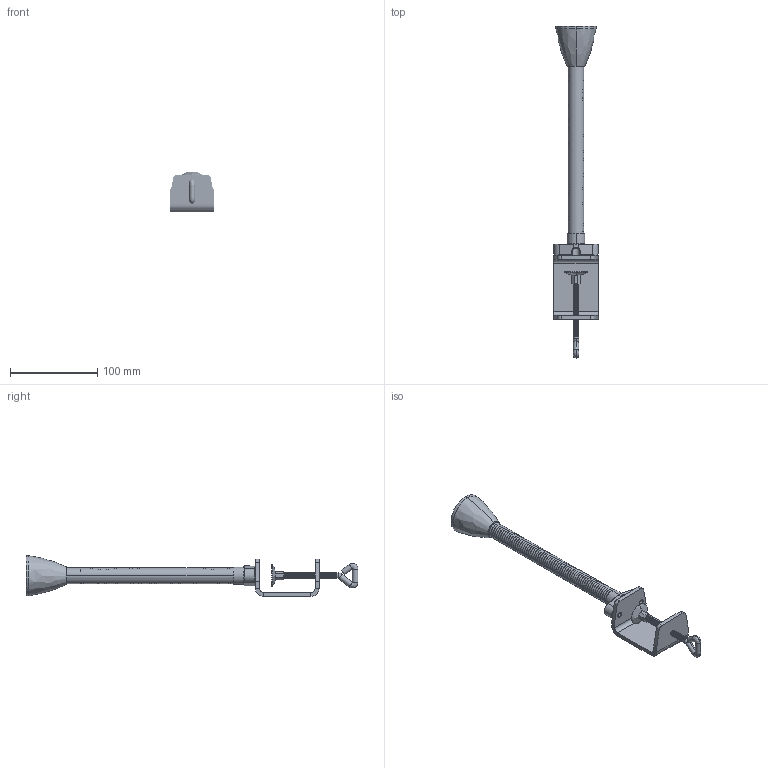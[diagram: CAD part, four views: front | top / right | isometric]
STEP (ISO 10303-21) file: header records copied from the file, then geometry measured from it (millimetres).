
FILE_DESCRIPTION((''),'2;1');
FILE_NAME('192314_ASM','2015-12-18T',('pdmadmin'),(''),'PRO/ENGINEER BY PARAMETRIC TECHNOLOGY CORPORATION, 2013230','PRO/ENGINEER BY PARAMETRIC TECHNOLOGY CORPORATION, 2013230','');
FILE_SCHEMA(('CONFIG_CONTROL_DESIGN'));
Length unit declared in the file: inch
Products named in the file (10): 85775_BASE; 85775_FLEXARM; 85775_5_8_27; 85775_VINYL_CLAD; 165545; 85775_ASM; 85777_CLAMP; 85777_SWIVEL; 85777_ASM; 192314_ASM
Assembly tree (9 placements, depth 3):
  192314_ASM
    85775_ASM
      85775_BASE
      85775_FLEXARM
      85775_5_8_27
      85775_VINYL_CLAD
      165545
    85777_ASM
      85777_CLAMP
      85777_SWIVEL
Bounding box: 50.83 x 379.45 x 46.67 mm (x, y, z)
Volume: 81191.9 mm3; surface area: 86459.3 mm2
Topology: 7 solids, 10 shells, 518 faces, 1317 edges, 820 vertices
Faces by surface type: cylinder 234, bspline 191, plane 65, torus 16, cone 10, sphere 2
Entity records: 64538 total; most frequent: CARTESIAN_POINT 53383, ORIENTED_EDGE 2614, DIRECTION 1670, EDGE_CURVE 1313, VERTEX_POINT 820, AXIS2_PLACEMENT_3D 579, B_SPLINE_CURVE_WITH_KNOTS 577, EDGE_LOOP 549
